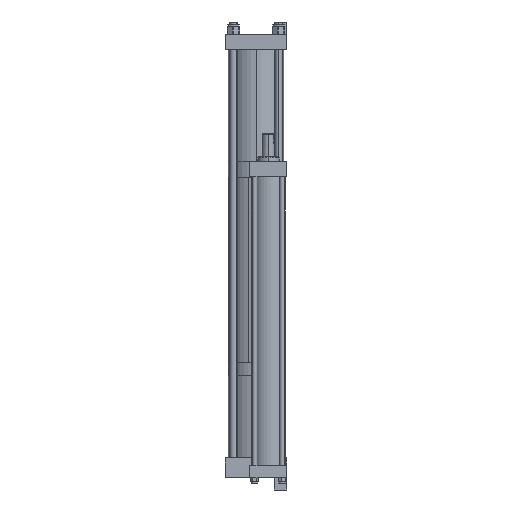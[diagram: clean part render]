
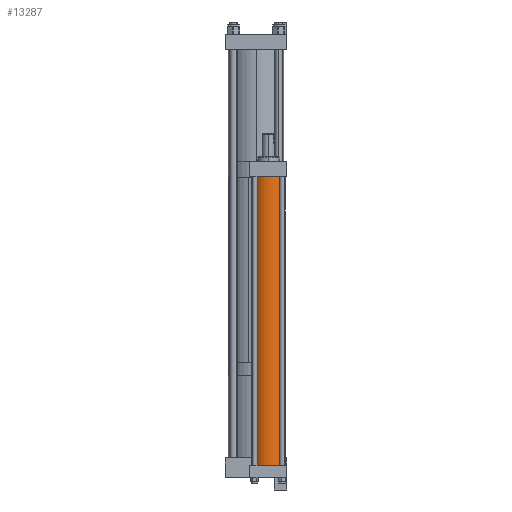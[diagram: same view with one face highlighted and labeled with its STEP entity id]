
A CAD part, left-side view. The second image highlights one B-rep face of the part: STEP entity #13287.
In plain terms, the highlighted cylindrical face has radius 34.925 mm (diameter 69.85 mm), a partial arc.
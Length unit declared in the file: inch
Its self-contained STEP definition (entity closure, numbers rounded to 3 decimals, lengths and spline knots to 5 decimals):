
#298 = ORIENTED_EDGE ( 'NONE', *, *, #9662, .F. ) ;
#383 = CIRCLE ( 'NONE', #4624, 1.375 ) ;
#759 = VERTEX_POINT ( 'NONE', #13493 ) ;
#943 = LINE ( 'NONE', #4826, #12517 ) ;
#954 = DIRECTION ( 'NONE',  ( 0., 0., 1. ) ) ;
#1008 = ORIENTED_EDGE ( 'NONE', *, *, #7570, .F. ) ;
#1159 = CIRCLE ( 'NONE', #1830, 1.375 ) ;
#1263 = DIRECTION ( 'NONE',  ( 0., 0., 1. ) ) ;
#1316 = LINE ( 'NONE', #1470, #10070 ) ;
#1449 = DIRECTION ( 'NONE',  ( -1., 0., 0. ) ) ;
#1470 = CARTESIAN_POINT ( 'NONE',  ( 1.31296, 6.49635, 23.503 ) ) ;
#1830 = AXIS2_PLACEMENT_3D ( 'NONE', #9825, #954, #8629 ) ;
#2704 = AXIS2_PLACEMENT_3D ( 'NONE', #10365, #3659, #1449 ) ;
#3659 = DIRECTION ( 'NONE',  ( 0., 0., -1. ) ) ;
#3663 = DIRECTION ( 'NONE',  ( 0., 0., -1. ) ) ;
#3746 = VERTEX_POINT ( 'NONE', #6092 ) ;
#4624 = AXIS2_PLACEMENT_3D ( 'NONE', #5824, #1263, #7044 ) ;
#4826 = CARTESIAN_POINT ( 'NONE',  ( 4.06296, 6.49635, 23.503 ) ) ;
#5056 = VERTEX_POINT ( 'NONE', #13641 ) ;
#5824 = CARTESIAN_POINT ( 'NONE',  ( 2.68796, 6.49635, 23.503 ) ) ;
#6092 = CARTESIAN_POINT ( 'NONE',  ( 1.31296, 6.49635, 23.503 ) ) ;
#7044 = DIRECTION ( 'NONE',  ( 1., 0., 0. ) ) ;
#7090 = ORIENTED_EDGE ( 'NONE', *, *, #9389, .T. ) ;
#7475 = ORIENTED_EDGE ( 'NONE', *, *, #10307, .T. ) ;
#7570 = EDGE_CURVE ( 'NONE', #5056, #3746, #383, .T. ) ;
#8629 = DIRECTION ( 'NONE',  ( 1., 0., 0. ) ) ;
#9389 = EDGE_CURVE ( 'NONE', #9391, #759, #1159, .T. ) ;
#9391 = VERTEX_POINT ( 'NONE', #13230 ) ;
#9662 = EDGE_CURVE ( 'NONE', #3746, #759, #1316, .T. ) ;
#9825 = CARTESIAN_POINT ( 'NONE',  ( 2.68796, 6.49635, 0. ) ) ;
#10070 = VECTOR ( 'NONE', #11422, 39.37008 ) ;
#10307 = EDGE_CURVE ( 'NONE', #5056, #9391, #943, .T. ) ;
#10365 = CARTESIAN_POINT ( 'NONE',  ( 2.68796, 6.49635, 23.503 ) ) ;
#11422 = DIRECTION ( 'NONE',  ( 0., 0., -1. ) ) ;
#12152 = CYLINDRICAL_SURFACE ( 'NONE', #2704, 1.375 ) ;
#12435 = EDGE_LOOP ( 'NONE', ( #1008, #7475, #7090, #298 ) ) ;
#12517 = VECTOR ( 'NONE', #3663, 39.37008 ) ;
#12854 = FACE_OUTER_BOUND ( 'NONE', #12435, .T. ) ;
#13230 = CARTESIAN_POINT ( 'NONE',  ( 4.06296, 6.49635, 0. ) ) ;
#13287 = ADVANCED_FACE ( 'NONE', ( #12854 ), #12152, .T. ) ;
#13493 = CARTESIAN_POINT ( 'NONE',  ( 1.31296, 6.49635, 0. ) ) ;
#13641 = CARTESIAN_POINT ( 'NONE',  ( 4.06296, 6.49635, 23.503 ) ) ;
